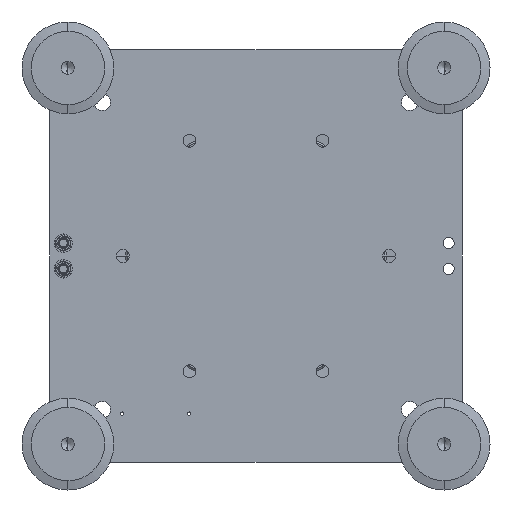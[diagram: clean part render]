
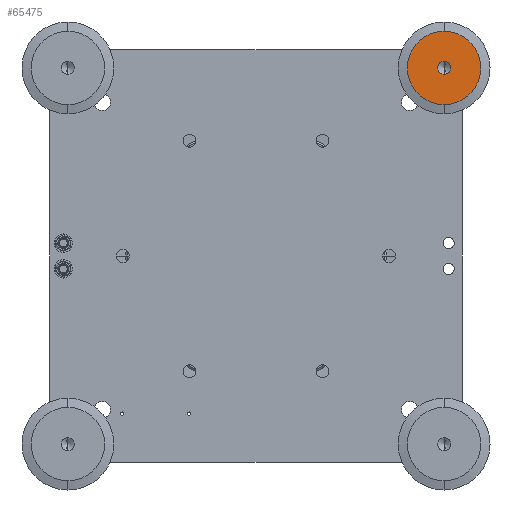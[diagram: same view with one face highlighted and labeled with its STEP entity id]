
A CAD part, front view. The second image highlights one B-rep face of the part: STEP entity #65475.
In plain terms, the highlighted planar face has unit normal (0, -1, 0).
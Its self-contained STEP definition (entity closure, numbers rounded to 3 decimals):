
#64978=CARTESIAN_POINT('',(205.,0.,205.));
#64979=DIRECTION('',(0.,-1.,0.));
#64980=DIRECTION('',(0.,0.,-1.));
#64981=AXIS2_PLACEMENT_3D('',#64978,#64979,#64980);
#64983=CARTESIAN_POINT('',(205.,0.,205.));
#64984=DIRECTION('',(0.,-1.,0.));
#64985=DIRECTION('',(0.,0.,1.));
#64986=AXIS2_PLACEMENT_3D('',#64983,#64984,#64985);
#64997=CARTESIAN_POINT('',(205.,0.,205.));
#64998=DIRECTION('',(0.,-1.,0.));
#64999=DIRECTION('',(0.,0.,1.));
#65000=AXIS2_PLACEMENT_3D('',#64997,#64998,#64999);
#65096=CARTESIAN_POINT('',(205.,0.,205.));
#65097=DIRECTION('',(0.,1.,0.));
#65098=DIRECTION('',(0.,0.,1.));
#65099=AXIS2_PLACEMENT_3D('',#65096,#65097,#65098);
#65366=CARTESIAN_POINT('',(205.,0.,245.));
#65367=CARTESIAN_POINT('',(205.,0.,165.));
#65368=VERTEX_POINT('',#65366);
#65369=VERTEX_POINT('',#65367);
#65444=CARTESIAN_POINT('',(205.,0.,198.));
#65445=CARTESIAN_POINT('',(205.,0.,212.));
#65446=VERTEX_POINT('',#65444);
#65447=VERTEX_POINT('',#65445);
#65458=CARTESIAN_POINT('',(205.,0.,205.));
#65459=DIRECTION('',(0.,1.,0.));
#65460=DIRECTION('',(0.,0.,1.));
#65461=AXIS2_PLACEMENT_3D('',#65458,#65459,#65460);
#65462=PLANE('',#65461);
#65464=ORIENTED_EDGE('',*,*,#65463,.F.);
#65466=ORIENTED_EDGE('',*,*,#65465,.T.);
#65467=EDGE_LOOP('',(#65464,#65466));
#65468=FACE_OUTER_BOUND('',#65467,.F.);
#65470=ORIENTED_EDGE('',*,*,#65469,.T.);
#65472=ORIENTED_EDGE('',*,*,#65471,.T.);
#65473=EDGE_LOOP('',(#65470,#65472));
#65474=FACE_BOUND('',#65473,.F.);
#65475=ADVANCED_FACE('',(#65468,#65474),#65462,.F.);
#64982=CIRCLE('',#64981,7.);
#64987=CIRCLE('',#64986,7.);
#65001=CIRCLE('',#65000,40.);
#65100=CIRCLE('',#65099,40.);
#65463=EDGE_CURVE('',#65368,#65369,#65001,.T.);
#65465=EDGE_CURVE('',#65368,#65369,#65100,.T.);
#65469=EDGE_CURVE('',#65446,#65447,#64982,.T.);
#65471=EDGE_CURVE('',#65447,#65446,#64987,.T.);
